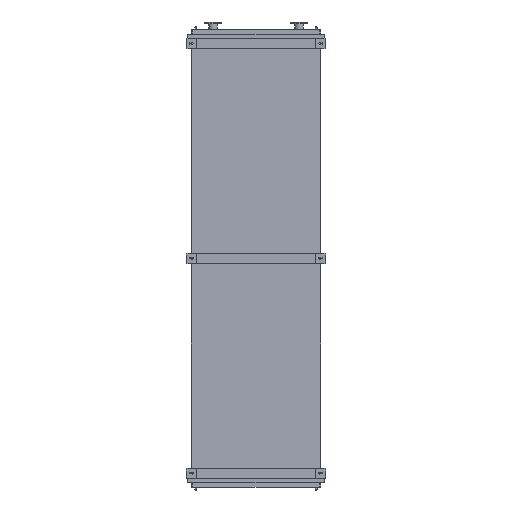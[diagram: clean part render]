
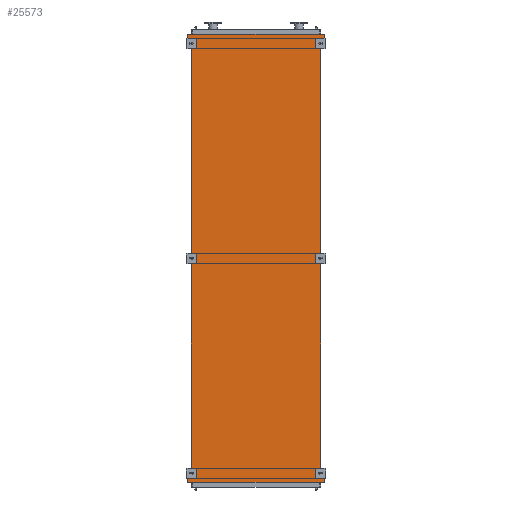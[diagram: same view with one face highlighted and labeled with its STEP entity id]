
A CAD part, front view. The second image highlights one B-rep face of the part: STEP entity #25573.
In plain terms, the highlighted planar face has unit normal (0, -1, 0).
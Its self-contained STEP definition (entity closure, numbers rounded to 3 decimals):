
#48 = VERTEX_POINT ( 'NONE', #6434 ) ;
#206 = DIRECTION ( 'NONE',  ( 0., -1., 0. ) ) ;
#621 = CARTESIAN_POINT ( 'NONE',  ( 891., 0., -5703. ) ) ;
#829 = LINE ( 'NONE', #20646, #26664 ) ;
#1325 = VERTEX_POINT ( 'NONE', #9605 ) ;
#1505 = ORIENTED_EDGE ( 'NONE', *, *, #12356, .F. ) ;
#2078 = LINE ( 'NONE', #29423, #8022 ) ;
#2135 = LINE ( 'NONE', #26009, #17892 ) ;
#2298 = DIRECTION ( 'NONE',  ( 0., 0., -1. ) ) ;
#3331 = DIRECTION ( 'NONE',  ( 0., 0., 1. ) ) ;
#3631 = VERTEX_POINT ( 'NONE', #9068 ) ;
#3715 = EDGE_CURVE ( 'NONE', #48, #8247, #20766, .T. ) ;
#3840 = CARTESIAN_POINT ( 'NONE',  ( 845., 0., -5650. ) ) ;
#5197 = LINE ( 'NONE', #6079, #11059 ) ;
#5568 = ORIENTED_EDGE ( 'NONE', *, *, #10500, .F. ) ;
#5737 = DIRECTION ( 'NONE',  ( -0.655, 0., -0.755 ) ) ;
#6079 = CARTESIAN_POINT ( 'NONE',  ( -891., 0., -5745. ) ) ;
#6434 = CARTESIAN_POINT ( 'NONE',  ( 891., 0., -5745. ) ) ;
#6606 = EDGE_CURVE ( 'NONE', #32110, #23417, #17485, .T. ) ;
#6861 = EDGE_CURVE ( 'NONE', #1325, #9761, #31028, .T. ) ;
#6974 = DIRECTION ( 'NONE',  ( -1., 0., 0. ) ) ;
#7691 = EDGE_CURVE ( 'NONE', #31441, #48, #829, .T. ) ;
#7881 = ORIENTED_EDGE ( 'NONE', *, *, #27959, .F. ) ;
#8022 = VECTOR ( 'NONE', #9515, 1000. ) ;
#8247 = VERTEX_POINT ( 'NONE', #11342 ) ;
#8573 = LINE ( 'NONE', #17374, #21855 ) ;
#8614 = DIRECTION ( 'NONE',  ( 0., 0., 1. ) ) ;
#9068 = CARTESIAN_POINT ( 'NONE',  ( 891., 0., 95. ) ) ;
#9110 = LINE ( 'NONE', #9281, #21598 ) ;
#9146 = LINE ( 'NONE', #28056, #22420 ) ;
#9281 = CARTESIAN_POINT ( 'NONE',  ( -891., 0., 53. ) ) ;
#9481 = ORIENTED_EDGE ( 'NONE', *, *, #7691, .F. ) ;
#9515 = DIRECTION ( 'NONE',  ( 1., 0., 0. ) ) ;
#9605 = CARTESIAN_POINT ( 'NONE',  ( -845., 0., 0. ) ) ;
#9761 = VERTEX_POINT ( 'NONE', #20672 ) ;
#10298 = PLANE ( 'NONE',  #19266 ) ;
#10331 = CARTESIAN_POINT ( 'NONE',  ( -891., 0., 95. ) ) ;
#10500 = EDGE_CURVE ( 'NONE', #10866, #1325, #2135, .T. ) ;
#10639 = ORIENTED_EDGE ( 'NONE', *, *, #6861, .F. ) ;
#10866 = VERTEX_POINT ( 'NONE', #17475 ) ;
#10938 = VERTEX_POINT ( 'NONE', #27633 ) ;
#11059 = VECTOR ( 'NONE', #26000, 1000. ) ;
#11193 = VECTOR ( 'NONE', #24470, 1000. ) ;
#11298 = DIRECTION ( 'NONE',  ( 0.655, 0., -0.755 ) ) ;
#11342 = CARTESIAN_POINT ( 'NONE',  ( -891., 0., -5745. ) ) ;
#11485 = EDGE_CURVE ( 'NONE', #20785, #3631, #2078, .T. ) ;
#11641 = CARTESIAN_POINT ( 'NONE',  ( -891., 0., -5703. ) ) ;
#11818 = DIRECTION ( 'NONE',  ( 0., 0., 1. ) ) ;
#12356 = EDGE_CURVE ( 'NONE', #10938, #23417, #9146, .T. ) ;
#12602 = FACE_OUTER_BOUND ( 'NONE', #30065, .T. ) ;
#13798 = ORIENTED_EDGE ( 'NONE', *, *, #24809, .F. ) ;
#16736 = EDGE_CURVE ( 'NONE', #32110, #31441, #24891, .T. ) ;
#17374 = CARTESIAN_POINT ( 'NONE',  ( 891., 0., 95. ) ) ;
#17475 = CARTESIAN_POINT ( 'NONE',  ( -845., 0., -5650. ) ) ;
#17485 = LINE ( 'NONE', #20830, #30653 ) ;
#17866 = DIRECTION ( 'NONE',  ( 0., 0., -1. ) ) ;
#17892 = VECTOR ( 'NONE', #8614, 1000. ) ;
#18504 = ORIENTED_EDGE ( 'NONE', *, *, #16736, .F. ) ;
#18847 = VECTOR ( 'NONE', #30031, 1000. ) ;
#19266 = AXIS2_PLACEMENT_3D ( 'NONE', #27702, #206, #17866 ) ;
#20364 = ORIENTED_EDGE ( 'NONE', *, *, #6606, .T. ) ;
#20424 = ORIENTED_EDGE ( 'NONE', *, *, #32109, .F. ) ;
#20646 = CARTESIAN_POINT ( 'NONE',  ( 891., 0., -5703. ) ) ;
#20672 = CARTESIAN_POINT ( 'NONE',  ( -891., 0., 53. ) ) ;
#20766 = LINE ( 'NONE', #24302, #25775 ) ;
#20785 = VERTEX_POINT ( 'NONE', #10331 ) ;
#20830 = CARTESIAN_POINT ( 'NONE',  ( 845., 0., -5650. ) ) ;
#21598 = VECTOR ( 'NONE', #11818, 1000. ) ;
#21855 = VECTOR ( 'NONE', #2298, 1000. ) ;
#22005 = CARTESIAN_POINT ( 'NONE',  ( -845., 0., 0. ) ) ;
#22420 = VECTOR ( 'NONE', #5737, 1000. ) ;
#23353 = VECTOR ( 'NONE', #11298, 1000. ) ;
#23417 = VERTEX_POINT ( 'NONE', #25407 ) ;
#23527 = CARTESIAN_POINT ( 'NONE',  ( 845., 0., -5650. ) ) ;
#24302 = CARTESIAN_POINT ( 'NONE',  ( 891., 0., -5745. ) ) ;
#24470 = DIRECTION ( 'NONE',  ( -0.655, 0., 0.755 ) ) ;
#24809 = EDGE_CURVE ( 'NONE', #28434, #10866, #32039, .T. ) ;
#24891 = LINE ( 'NONE', #3840, #23353 ) ;
#25407 = CARTESIAN_POINT ( 'NONE',  ( 845., 0., 0. ) ) ;
#25573 = ADVANCED_FACE ( 'NONE', ( #12602 ), #10298, .T. ) ;
#25775 = VECTOR ( 'NONE', #6974, 1000. ) ;
#26000 = DIRECTION ( 'NONE',  ( 0., 0., 1. ) ) ;
#26009 = CARTESIAN_POINT ( 'NONE',  ( -845., 0., -5650. ) ) ;
#26664 = VECTOR ( 'NONE', #28111, 1000. ) ;
#27633 = CARTESIAN_POINT ( 'NONE',  ( 891., 0., 53. ) ) ;
#27702 = CARTESIAN_POINT ( 'NONE',  ( -845., 0., -5650. ) ) ;
#27959 = EDGE_CURVE ( 'NONE', #3631, #10938, #8573, .T. ) ;
#28056 = CARTESIAN_POINT ( 'NONE',  ( 891., 0., 53. ) ) ;
#28111 = DIRECTION ( 'NONE',  ( 0., 0., -1. ) ) ;
#28434 = VERTEX_POINT ( 'NONE', #11641 ) ;
#28523 = ORIENTED_EDGE ( 'NONE', *, *, #11485, .F. ) ;
#28550 = ORIENTED_EDGE ( 'NONE', *, *, #3715, .F. ) ;
#29423 = CARTESIAN_POINT ( 'NONE',  ( -891., 0., 95. ) ) ;
#29721 = ORIENTED_EDGE ( 'NONE', *, *, #31920, .F. ) ;
#30031 = DIRECTION ( 'NONE',  ( 0.655, 0., 0.755 ) ) ;
#30065 = EDGE_LOOP ( 'NONE', ( #20364, #1505, #7881, #28523, #29721, #10639, #5568, #13798, #20424, #28550, #9481, #18504 ) ) ;
#30653 = VECTOR ( 'NONE', #3331, 1000. ) ;
#31028 = LINE ( 'NONE', #22005, #11193 ) ;
#31441 = VERTEX_POINT ( 'NONE', #621 ) ;
#31920 = EDGE_CURVE ( 'NONE', #9761, #20785, #9110, .T. ) ;
#32039 = LINE ( 'NONE', #32428, #18847 ) ;
#32109 = EDGE_CURVE ( 'NONE', #8247, #28434, #5197, .T. ) ;
#32110 = VERTEX_POINT ( 'NONE', #23527 ) ;
#32428 = CARTESIAN_POINT ( 'NONE',  ( -891., 0., -5703. ) ) ;
